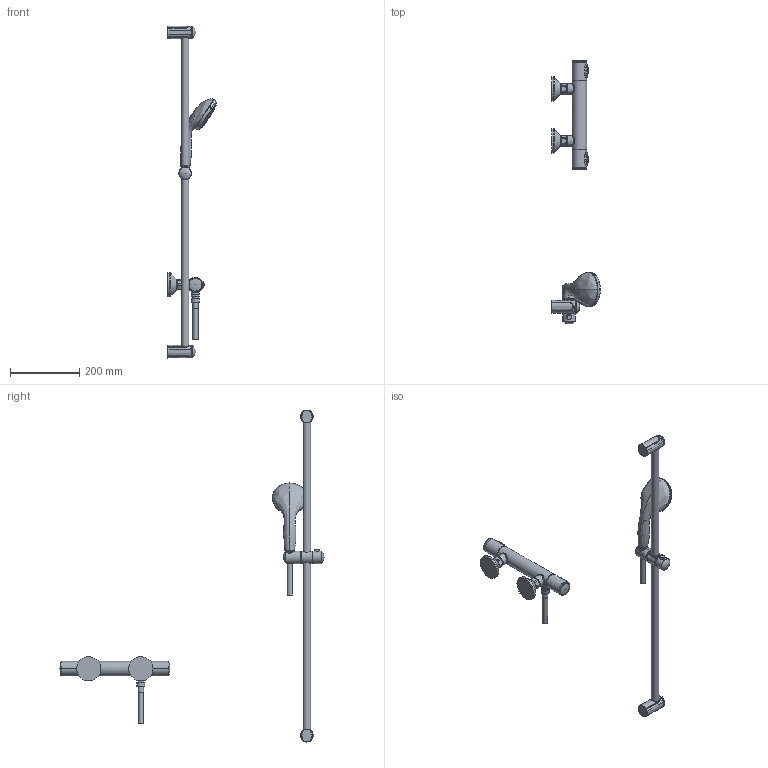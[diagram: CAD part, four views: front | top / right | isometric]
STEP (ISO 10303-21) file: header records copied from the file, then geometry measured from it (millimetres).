
FILE_DESCRIPTION(/* description */ ('Unknown'),/* implementation_level */ '2;1');
FILE_NAME(/* name */ '34797000',/* time_stamp */ '2022-09-09T04:33:18+02:00',/* author */ ('Unknown'),/* organization */ ('GROHE AG'),/* preprocessor_version */ 'ST-DEVELOPER v16.7',/* originating_system */ 'DEX',/* authorisation */ $);
FILE_SCHEMA (('AUTOMOTIVE_DESIGN {1 0 10303 214 3 1 1}'));
Length unit declared in the file: millimetre
Products named in the file (10): 34797000; A4296604_GRT500_handle_20191212; A4296604_GRT500_handle_20191212_0; id157; A4296603_GRT500_main body_20191212; A4296605_GRT500_button_20191212; DF_REVOL; extrude#; Housing; trim_sur
Assembly tree (9 placements, depth 2):
  34797000
    A4296604_GRT500_handle_20191212
    A4296604_GRT500_handle_20191212_0
    id157
    A4296603_GRT500_main body_20191212
    A4296605_GRT500_button_20191212
    DF_REVOL
    extrude#
    Housing
    trim_sur
Bounding box: 140.54 x 760.92 x 956.44 mm (x, y, z)
Volume: 147762.4 mm3; surface area: 319518.3 mm2
Topology: 2 solids, 118 shells, 1074 faces, 4109 edges, 3204 vertices
Faces by surface type: bspline 464, cylinder 241, plane 163, cone 116, torus 64, sphere 26
Full cylindrical faces by diameter (mm): 1.5 x52, 2 x1, 2.8 x52, 3.6 x46, 15 x2, 15.3 x2, 16 x2, 16.2 x2, 18.4 x1, 19.2 x1, 19.9 x1, 20.2 x1, 20.9 x2, 21.2 x1, 21.8 x1, 22.9 x2, 23 x2, 28 x2, 31 x2, 33.4 x2, 34 x1, 35.8 x2, 36 x3, 36.621 x2, 42 x3, 70 x2, 89.4 x1, 90.2 x1
Entity records: 63911 total; most frequent: CARTESIAN_POINT 36916, ORIENTED_EDGE 4919, EDGE_CURVE 3479, DIRECTION 3216, VERTEX_POINT 2986, B_SPLINE_CURVE_WITH_KNOTS 2335, FACE_BOUND 1716, EDGE_LOOP 1714
